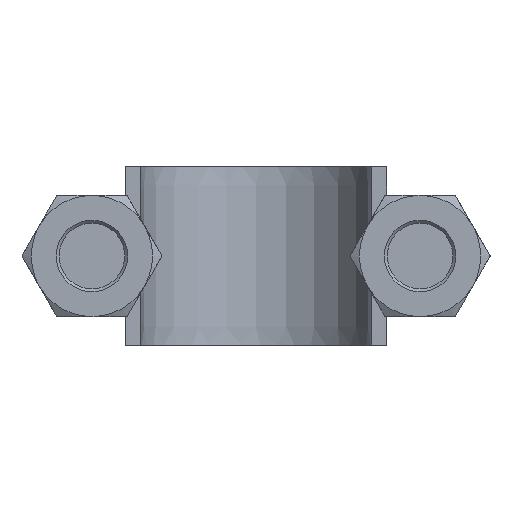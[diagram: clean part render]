
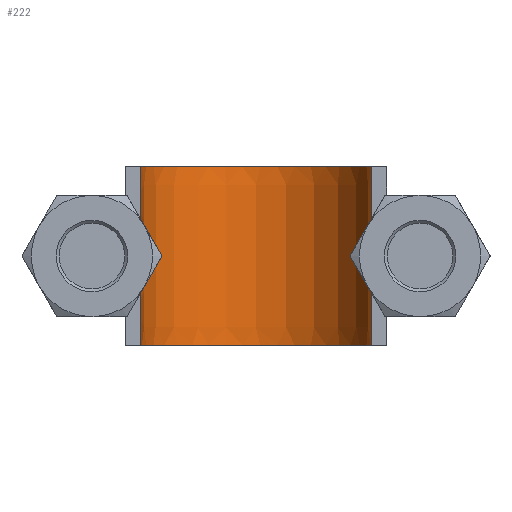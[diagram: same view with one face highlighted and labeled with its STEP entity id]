
A CAD part, front view. The second image highlights one B-rep face of the part: STEP entity #222.
In plain terms, the highlighted face is a extrusion surface.
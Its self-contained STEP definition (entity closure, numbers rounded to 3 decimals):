
#222 = ADVANCED_FACE( '', ( #304 ), #305, .T. );
#304 = FACE_OUTER_BOUND( '', #476, .T. );
#305 = SURFACE_OF_LINEAR_EXTRUSION( '', #477, #478 );
#476 = EDGE_LOOP( '', ( #1488, #1489, #1490, #1491 ) );
#477 = B_SPLINE_CURVE_WITH_KNOTS( '', 3, ( #1492, #1493, #1494, #1495, #1496, #1497, #1498, #1499, #1500, #1501, #1502, #1503, #1504, #1505, #1506, #1507, #1508 ), .UNSPECIFIED., .F., .F., ( 4, 3, 1, 1, 1, 1, 1, 1, 1, 3, 4 ), ( 0.191, 1., 1.5, 2., 3., 4., 5., 6., 6.5, 7., 7.809 ), .UNSPECIFIED. );
#478 = VECTOR( '', #1509, 1000. );
#1488 = ORIENTED_EDGE( '', *, *, #2015, .F. );
#1489 = ORIENTED_EDGE( '', *, *, #2004, .F. );
#1490 = ORIENTED_EDGE( '', *, *, #2008, .T. );
#1491 = ORIENTED_EDGE( '', *, *, #2012, .T. );
#1492 = CARTESIAN_POINT( '', ( -16.25, 55.3, -68.119 ) );
#1493 = CARTESIAN_POINT( '', ( -16.25, 60.45, -68.119 ) );
#1494 = CARTESIAN_POINT( '', ( -16.25, 65.6, -68.119 ) );
#1495 = CARTESIAN_POINT( '', ( -16.25, 70.75, -68.119 ) );
#1496 = CARTESIAN_POINT( '', ( -16.25, 72.153, -68.119 ) );
#1497 = CARTESIAN_POINT( '', ( -15.868, 75.008, -68.119 ) );
#1498 = CARTESIAN_POINT( '', ( -13.695, 80.289, -68.119 ) );
#1499 = CARTESIAN_POINT( '', ( -8.504, 85.482, -68.119 ) );
#1500 = CARTESIAN_POINT( '', ( 0., 87.759, -68.119 ) );
#1501 = CARTESIAN_POINT( '', ( 8.504, 85.482, -68.119 ) );
#1502 = CARTESIAN_POINT( '', ( 13.695, 80.289, -68.119 ) );
#1503 = CARTESIAN_POINT( '', ( 15.868, 75.008, -68.119 ) );
#1504 = CARTESIAN_POINT( '', ( 16.25, 72.153, -68.119 ) );
#1505 = CARTESIAN_POINT( '', ( 16.25, 70.75, -68.119 ) );
#1506 = CARTESIAN_POINT( '', ( 16.25, 65.6, -68.119 ) );
#1507 = CARTESIAN_POINT( '', ( 16.25, 60.45, -68.119 ) );
#1508 = CARTESIAN_POINT( '', ( 16.25, 55.3, -68.119 ) );
#1509 = DIRECTION( '', ( 0., 0., 1. ) );
#2004 = EDGE_CURVE( '', #2157, #2158, #2159, .T. );
#2008 = EDGE_CURVE( '', #2157, #2165, #2166, .T. );
#2012 = EDGE_CURVE( '', #2165, #2172, #2173, .T. );
#2015 = EDGE_CURVE( '', #2158, #2172, #2177, .T. );
#2157 = VERTEX_POINT( '', #2416 );
#2158 = VERTEX_POINT( '', #2417 );
#2159 = LINE( '', #2418, #2419 );
#2165 = VERTEX_POINT( '', #2457 );
#2166 = B_SPLINE_CURVE_WITH_KNOTS( '', 3, ( #2458, #2459, #2460, #2461, #2462, #2463, #2464, #2465, #2466, #2467, #2468, #2469, #2470, #2471, #2472, #2473, #2474 ), .UNSPECIFIED., .F., .F., ( 4, 3, 1, 1, 1, 1, 1, 1, 1, 3, 4 ), ( 0.191, 1., 1.5, 2., 3., 4., 5., 6., 6.5, 7., 7.809 ), .UNSPECIFIED. );
#2172 = VERTEX_POINT( '', #2506 );
#2173 = LINE( '', #2507, #2508 );
#2177 = B_SPLINE_CURVE_WITH_KNOTS( '', 3, ( #2543, #2544, #2545, #2546, #2547, #2548, #2549, #2550, #2551, #2552, #2553, #2554, #2555, #2556, #2557, #2558, #2559 ), .UNSPECIFIED., .F., .F., ( 4, 3, 1, 1, 1, 1, 1, 1, 1, 3, 4 ), ( 0.191, 1., 1.5, 2., 3., 4., 5., 6., 6.5, 7., 7.809 ), .UNSPECIFIED. );
#2416 = CARTESIAN_POINT( '', ( -16.25, 55.3, -12.5 ) );
#2417 = CARTESIAN_POINT( '', ( -16.25, 55.3, 12.5 ) );
#2418 = CARTESIAN_POINT( '', ( -16.25, 55.3, -68.119 ) );
#2419 = VECTOR( '', #3017, 1000. );
#2457 = CARTESIAN_POINT( '', ( 16.25, 55.3, -12.5 ) );
#2458 = CARTESIAN_POINT( '', ( -16.25, 55.3, -12.5 ) );
#2459 = CARTESIAN_POINT( '', ( -16.25, 60.45, -12.5 ) );
#2460 = CARTESIAN_POINT( '', ( -16.25, 65.6, -12.5 ) );
#2461 = CARTESIAN_POINT( '', ( -16.25, 70.75, -12.5 ) );
#2462 = CARTESIAN_POINT( '', ( -16.25, 72.153, -12.5 ) );
#2463 = CARTESIAN_POINT( '', ( -15.868, 75.008, -12.5 ) );
#2464 = CARTESIAN_POINT( '', ( -13.695, 80.289, -12.5 ) );
#2465 = CARTESIAN_POINT( '', ( -8.504, 85.482, -12.5 ) );
#2466 = CARTESIAN_POINT( '', ( 0., 87.759, -12.5 ) );
#2467 = CARTESIAN_POINT( '', ( 8.504, 85.482, -12.5 ) );
#2468 = CARTESIAN_POINT( '', ( 13.695, 80.289, -12.5 ) );
#2469 = CARTESIAN_POINT( '', ( 15.868, 75.008, -12.5 ) );
#2470 = CARTESIAN_POINT( '', ( 16.25, 72.153, -12.5 ) );
#2471 = CARTESIAN_POINT( '', ( 16.25, 70.75, -12.5 ) );
#2472 = CARTESIAN_POINT( '', ( 16.25, 65.6, -12.5 ) );
#2473 = CARTESIAN_POINT( '', ( 16.25, 60.45, -12.5 ) );
#2474 = CARTESIAN_POINT( '', ( 16.25, 55.3, -12.5 ) );
#2506 = CARTESIAN_POINT( '', ( 16.25, 55.3, 12.5 ) );
#2507 = CARTESIAN_POINT( '', ( 16.25, 55.3, -68.119 ) );
#2508 = VECTOR( '', #3021, 1000. );
#2543 = CARTESIAN_POINT( '', ( -16.25, 55.3, 12.5 ) );
#2544 = CARTESIAN_POINT( '', ( -16.25, 60.45, 12.5 ) );
#2545 = CARTESIAN_POINT( '', ( -16.25, 65.6, 12.5 ) );
#2546 = CARTESIAN_POINT( '', ( -16.25, 70.75, 12.5 ) );
#2547 = CARTESIAN_POINT( '', ( -16.25, 72.153, 12.5 ) );
#2548 = CARTESIAN_POINT( '', ( -15.868, 75.008, 12.5 ) );
#2549 = CARTESIAN_POINT( '', ( -13.695, 80.289, 12.5 ) );
#2550 = CARTESIAN_POINT( '', ( -8.504, 85.482, 12.5 ) );
#2551 = CARTESIAN_POINT( '', ( 0., 87.759, 12.5 ) );
#2552 = CARTESIAN_POINT( '', ( 8.504, 85.482, 12.5 ) );
#2553 = CARTESIAN_POINT( '', ( 13.695, 80.289, 12.5 ) );
#2554 = CARTESIAN_POINT( '', ( 15.868, 75.008, 12.5 ) );
#2555 = CARTESIAN_POINT( '', ( 16.25, 72.153, 12.5 ) );
#2556 = CARTESIAN_POINT( '', ( 16.25, 70.75, 12.5 ) );
#2557 = CARTESIAN_POINT( '', ( 16.25, 65.6, 12.5 ) );
#2558 = CARTESIAN_POINT( '', ( 16.25, 60.45, 12.5 ) );
#2559 = CARTESIAN_POINT( '', ( 16.25, 55.3, 12.5 ) );
#3017 = DIRECTION( '', ( 0., 0., 1. ) );
#3021 = DIRECTION( '', ( 0., 0., 1. ) );
